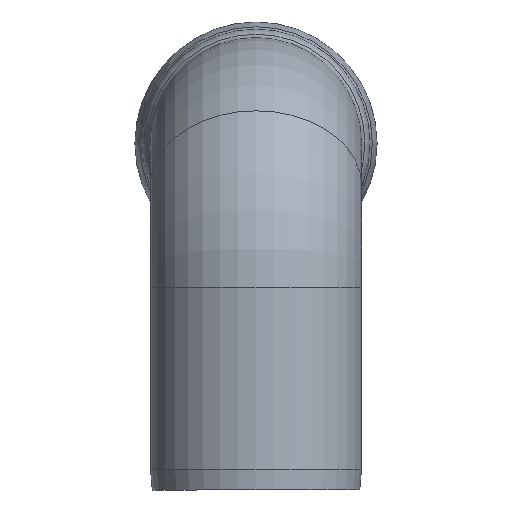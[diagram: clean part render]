
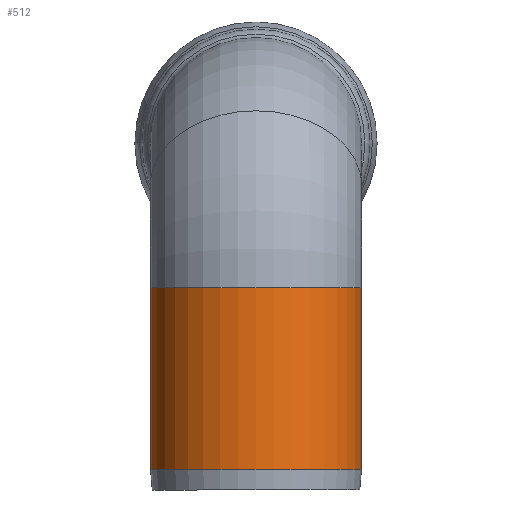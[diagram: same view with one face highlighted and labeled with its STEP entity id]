
A CAD part, left-side view. The second image highlights one B-rep face of the part: STEP entity #512.
In plain terms, the highlighted cylindrical face has radius 365 mm (diameter 730 mm), a full revolution.
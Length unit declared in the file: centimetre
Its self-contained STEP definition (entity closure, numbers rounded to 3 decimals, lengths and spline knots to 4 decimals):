
#47=CYLINDRICAL_SURFACE('',#557,36.5);
#58=LINE('',#860,#74);
#74=VECTOR('',#667,36.5);
#103=FACE_OUTER_BOUND('',#138,.T.);
#138=EDGE_LOOP('',(#371,#372,#373,#374));
#172=CIRCLE('',#547,36.5);
#175=CIRCLE('',#551,36.5);
#233=VERTEX_POINT('',#839);
#236=VERTEX_POINT('',#846);
#279=EDGE_CURVE('',#233,#233,#172,.T.);
#283=EDGE_CURVE('',#236,#236,#175,.T.);
#289=EDGE_CURVE('',#236,#233,#58,.T.);
#371=ORIENTED_EDGE('',*,*,#283,.F.);
#372=ORIENTED_EDGE('',*,*,#289,.T.);
#373=ORIENTED_EDGE('',*,*,#279,.F.);
#374=ORIENTED_EDGE('',*,*,#289,.F.);
#512=ADVANCED_FACE('',(#103),#47,.T.);
#547=AXIS2_PLACEMENT_3D('',#840,#641,#642);
#551=AXIS2_PLACEMENT_3D('',#848,#650,#651);
#557=AXIS2_PLACEMENT_3D('',#859,#665,#666);
#641=DIRECTION('center_axis',(0.,0.,
1.));
#642=DIRECTION('ref_axis',(0.,-1.,0.));
#650=DIRECTION('center_axis',(0.,0.,-1.));
#651=DIRECTION('ref_axis',(1.,0.,0.));
#665=DIRECTION('center_axis',(0.,0.,-1.));
#666=DIRECTION('ref_axis',(1.,0.,0.));
#667=DIRECTION('',(0.,0.,1.));
#839=CARTESIAN_POINT('',(-36.5,0.,70.));
#840=CARTESIAN_POINT('Origin',(0.,0.,
70.));
#846=CARTESIAN_POINT('',(-36.5,0.,7.));
#848=CARTESIAN_POINT('Origin',(0.,0.,
7.));
#859=CARTESIAN_POINT('Origin',(0.,0.,
8.5));
#860=CARTESIAN_POINT('',(-36.5,0.,8.5));
